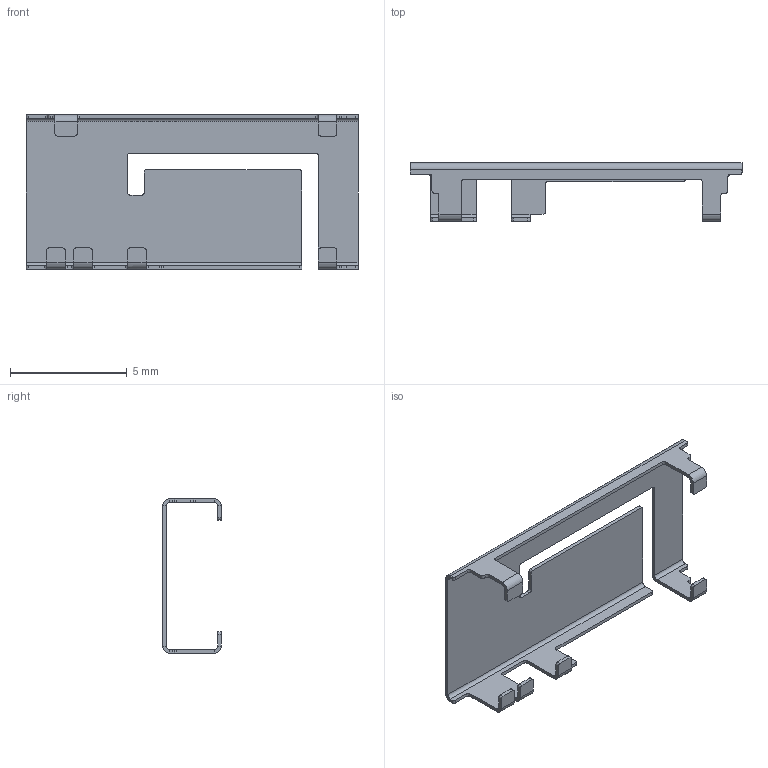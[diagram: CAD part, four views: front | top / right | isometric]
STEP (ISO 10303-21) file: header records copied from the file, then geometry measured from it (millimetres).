
FILE_DESCRIPTION (( 'STEP AP214' ), '1' );
FILE_NAME ('PRO-OB-536.STEP', '2023-03-31T21:00:45', ( '' ), ( '' ), 'SwSTEP 2.0', 'SolidWorks 2021', '' );
FILE_SCHEMA (( 'AUTOMOTIVE_DESIGN' ));
Length unit declared in the file: millimetre
Products named in the file (1): PRO-OB-536
Bounding box: 14.2 x 2.5 x 6.6 mm (x, y, z)
Volume: 16.6 mm3; surface area: 236.4 mm2
Topology: 1 solids, 1 shells, 430 faces, 1118 edges, 722 vertices
Faces by surface type: plane 258, bspline 112, cylinder 60
Entity records: 19238 total; most frequent: CARTESIAN_POINT 9361, ORIENTED_EDGE 2236, DIRECTION 1650, EDGE_CURVE 1118, LINE 772, VECTOR 772, VERTEX_POINT 722, EDGE_LOOP 462
